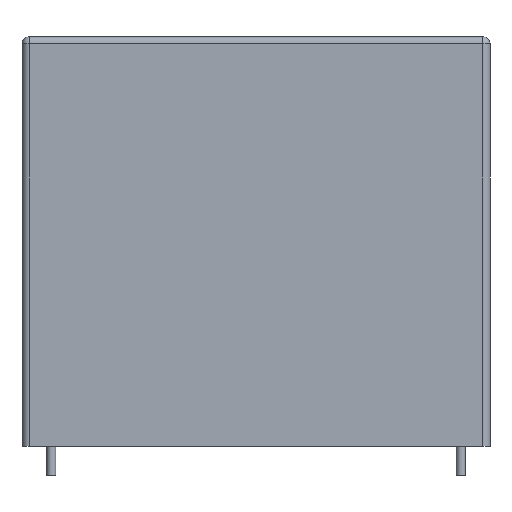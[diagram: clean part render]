
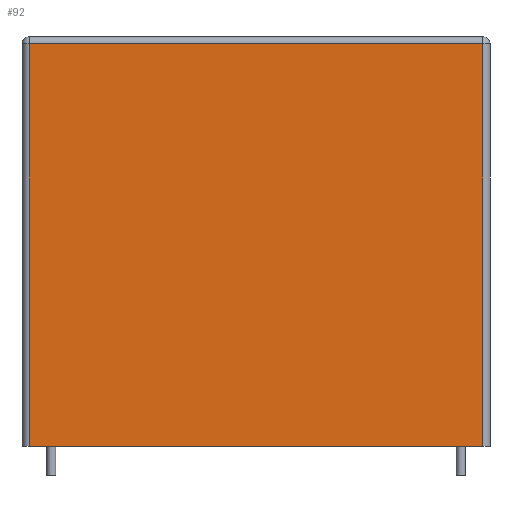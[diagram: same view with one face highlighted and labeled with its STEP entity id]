
A CAD part, front view. The second image highlights one B-rep face of the part: STEP entity #92.
In plain terms, the highlighted planar face has unit normal (0, -1, 0).
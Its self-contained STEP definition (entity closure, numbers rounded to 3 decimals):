
#28 = EDGE_LOOP ( 'NONE', ( #39, #40, #95, #99 ) ) ;
#39 = ORIENTED_EDGE ( 'NONE', *, *, #148, .T. ) ;
#40 = ORIENTED_EDGE ( 'NONE', *, *, #94, .T. ) ;
#92 = ADVANCED_FACE ( 'NONE', ( #507 ), #492, .F. ) ;
#94 = EDGE_CURVE ( 'NONE', #146, #117, #487, .T. ) ;
#95 = ORIENTED_EDGE ( 'NONE', *, *, #97, .T. ) ;
#97 = EDGE_CURVE ( 'NONE', #117, #98, #479, .T. ) ;
#98 = VERTEX_POINT ( 'NONE', #475 ) ;
#99 = ORIENTED_EDGE ( 'NONE', *, *, #100, .T. ) ;
#100 = EDGE_CURVE ( 'NONE', #98, #149, #473, .T. ) ;
#117 = VERTEX_POINT ( 'NONE', #757 ) ;
#146 = VERTEX_POINT ( 'NONE', #684 ) ;
#148 = EDGE_CURVE ( 'NONE', #149, #146, #683, .T. ) ;
#149 = VERTEX_POINT ( 'NONE', #679 ) ;
#470 = DIRECTION ( 'NONE',  ( 0., 0., -1. ) ) ;
#471 = VECTOR ( 'NONE', #470, 1000. ) ;
#472 = CARTESIAN_POINT ( 'NONE',  ( -15.5, -8.5, 28. ) ) ;
#473 = LINE ( 'NONE', #472, #471 ) ;
#475 = CARTESIAN_POINT ( 'NONE',  ( -15.5, -8.5, 27.5 ) ) ;
#476 = DIRECTION ( 'NONE',  ( -1., 0., 0. ) ) ;
#477 = VECTOR ( 'NONE', #476, 1000. ) ;
#478 = CARTESIAN_POINT ( 'NONE',  ( -16., -8.5, 27.5 ) ) ;
#479 = LINE ( 'NONE', #478, #477 ) ;
#484 = DIRECTION ( 'NONE',  ( 0., 0., 1. ) ) ;
#485 = VECTOR ( 'NONE', #484, 1000. ) ;
#486 = CARTESIAN_POINT ( 'NONE',  ( 15.5, -8.5, 28. ) ) ;
#487 = LINE ( 'NONE', #486, #485 ) ;
#488 = DIRECTION ( 'NONE',  ( 0., 0., 1. ) ) ;
#489 = DIRECTION ( 'NONE',  ( 0., 1., 0. ) ) ;
#490 = CARTESIAN_POINT ( 'NONE',  ( -16., -8.5, 28. ) ) ;
#491 = AXIS2_PLACEMENT_3D ( 'NONE', #490, #489, #488 ) ;
#492 = PLANE ( 'NONE',  #491 ) ;
#507 = FACE_OUTER_BOUND ( 'NONE', #28, .T. ) ;
#679 = CARTESIAN_POINT ( 'NONE',  ( -15.5, -8.5, 0. ) ) ;
#680 = DIRECTION ( 'NONE',  ( 1., 0., 0. ) ) ;
#681 = VECTOR ( 'NONE', #680, 1000. ) ;
#682 = CARTESIAN_POINT ( 'NONE',  ( -16., -8.5, 0. ) ) ;
#683 = LINE ( 'NONE', #682, #681 ) ;
#684 = CARTESIAN_POINT ( 'NONE',  ( 15.5, -8.5, 0. ) ) ;
#757 = CARTESIAN_POINT ( 'NONE',  ( 15.5, -8.5, 27.5 ) ) ;
